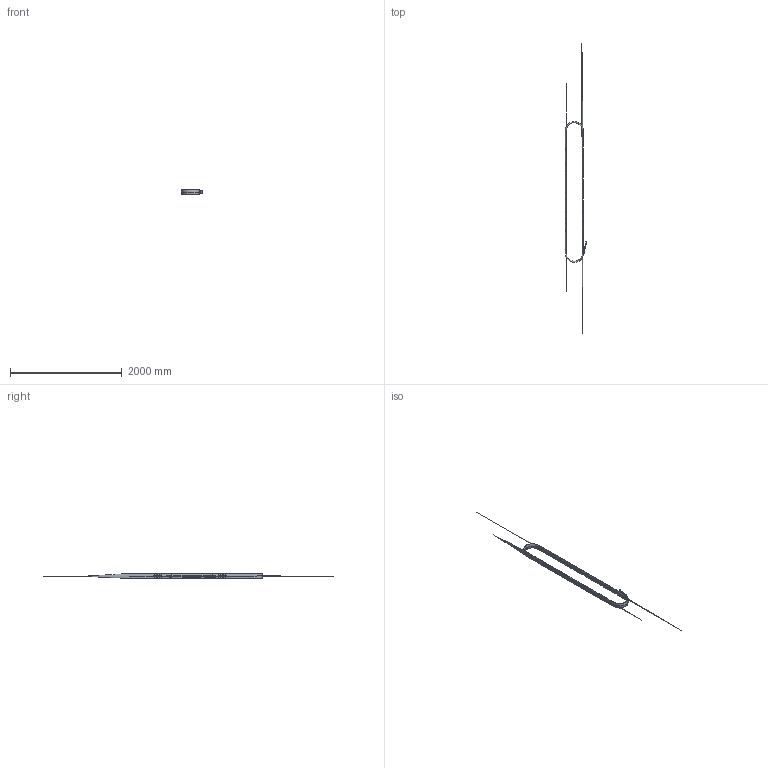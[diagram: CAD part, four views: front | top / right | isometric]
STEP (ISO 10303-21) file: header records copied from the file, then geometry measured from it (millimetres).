
FILE_DESCRIPTION(/* description */ (''),/* implementation_level */ '2;1');
FILE_NAME(/* name */ 'magnum_plus_10000',/* time_stamp */ '2015-09-17T14:36:30+03:00',/* author */ (''),/* organization */ (''),/* preprocessor_version */ 'ST-DEVELOPER v10',/* originating_system */ '',/* authorisation */ '');
FILE_SCHEMA (('AUTOMOTIVE_DESIGN_CC2'));
Length unit declared in the file: millimetre
Products named in the file (1): 1
Bounding box: 378.56 x 5943.32 x 90 mm (x, y, z)
Volume: 177753.6 mm3; surface area: 3382764.3 mm2
Topology: 1 solids, 2 shells, 345 faces, 1240 edges, 949 vertices
Faces by surface type: bspline 343, plane 2
Entity records: 30063 total; most frequent: CARTESIAN_POINT 23271, ORIENTED_EDGE 2474, EDGE_CURVE 1238, VERTEX_POINT 948, B_SPLINE_CURVE_WITH_KNOTS 933, EDGE_LOOP 399, ADVANCED_FACE 345, FACE_OUTER_BOUND 345
